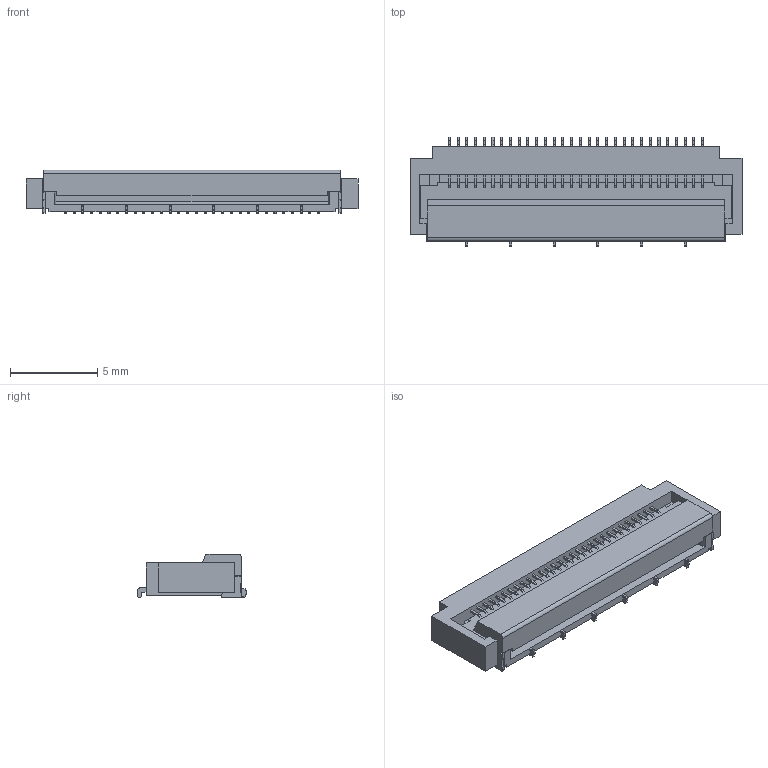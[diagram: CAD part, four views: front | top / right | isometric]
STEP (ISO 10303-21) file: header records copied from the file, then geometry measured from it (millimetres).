
FILE_DESCRIPTION(('CoCreate Modeling STEP Export'),'2;1');
FILE_NAME('FH41-30S-0.5SH.stp','2011-02-16T13:06:17',(''),(''),'CoCreate Modeling STEP processor for AP214 (Solid Model)','CoCreate Modeling 17.0 01-Apr-2010 (C) Parametric Technology GmbH','');
FILE_SCHEMA(('AUTOMOTIVE_DESIGN { 1 0 10303 214 1 1 1 1 }'));
Length unit declared in the file: millimetre
Products named in the file (1): FH41-30S-0.5SH
Bounding box: 19 x 6.25 x 2.5 mm (x, y, z)
Volume: 152.5 mm3; surface area: 538.9 mm2
Topology: 1 solids, 1 shells, 719 faces, 2163 edges, 1442 vertices
Faces by surface type: plane 542, cylinder 177
Entity records: 23785 total; most frequent: ORIENTED_EDGE 4326, CARTESIAN_POINT 4214, DIRECTION 3782, EDGE_CURVE 2163, VECTOR 1762, LINE 1762, VERTEX_POINT 1442, AXIS2_PLACEMENT_3D 1010
